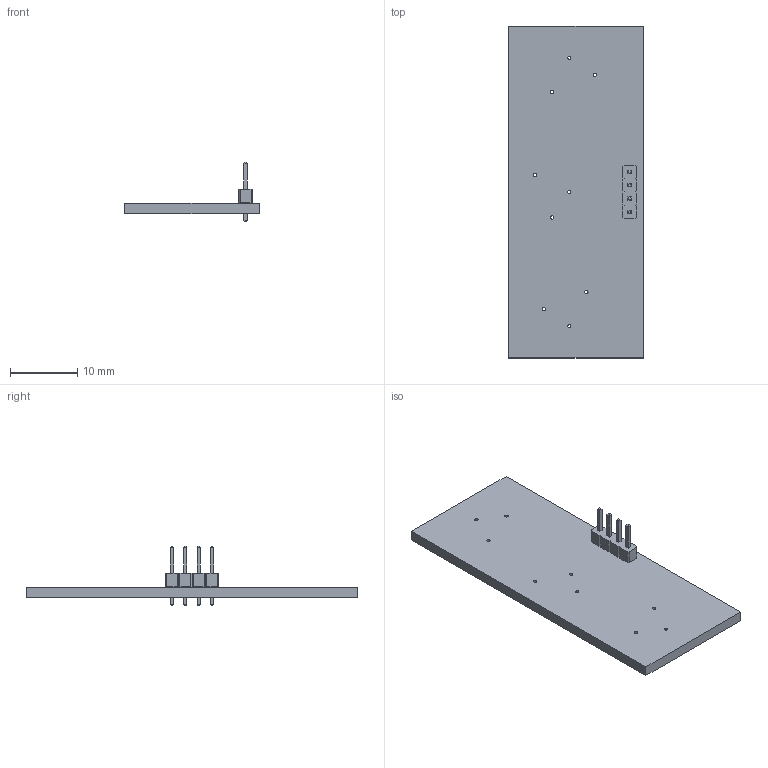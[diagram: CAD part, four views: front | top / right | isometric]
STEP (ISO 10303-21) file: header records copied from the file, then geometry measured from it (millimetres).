
FILE_DESCRIPTION(('KiCad electronic assembly'),'2;1');
FILE_NAME('AudMixMacroPad.step','2024-04-01T16:35:14',('Pcbnew'),( 'Kicad'),'Open CASCADE STEP processor 7.7','KiCad to STEP converter' ,'Unknown');
FILE_SCHEMA(('AUTOMOTIVE_DESIGN { 1 0 10303 214 1 1 1 1 }'));
Length unit declared in the file: millimetre
Products named in the file (4): AudMixMacroPad 1; PinHeader_1x04_P2.00mm_Vertical; PinHeader_1x04_P200mm_Vertical; AudMixMacroPad_PCB
Assembly tree (3 placements, depth 3):
  AudMixMacroPad 1
    PinHeader_1x04_P2.00mm_Vertical
      PinHeader_1x04_P200mm_Vertical
    AudMixMacroPad_PCB
Bounding box: 20 x 49.5 x 8.8 mm (x, y, z)
Volume: 1616 mm3; surface area: 2359 mm2
Topology: 2 solids, 2 shells, 119 faces, 289 edges, 182 vertices
Faces by surface type: plane 106, cylinder 13
Full cylindrical faces by diameter (mm): 0.5 x9, 0.8 x4
Entity records: 4219 total; most frequent: CARTESIAN_POINT 594, ORIENTED_EDGE 578, DIRECTION 561, EDGE_CURVE 289, LINE 263, VECTOR 263, VERTEX_POINT 182, FACE_BOUND 153
